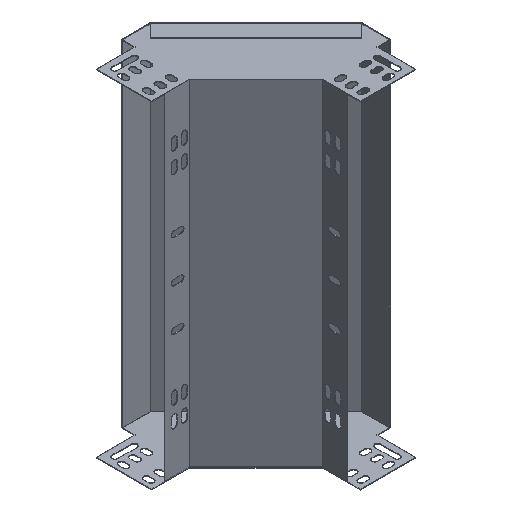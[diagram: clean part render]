
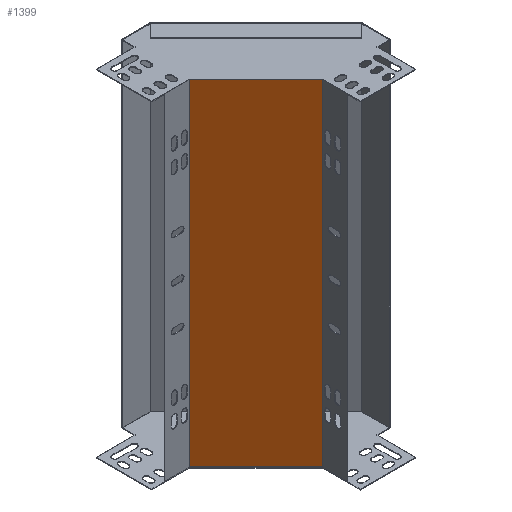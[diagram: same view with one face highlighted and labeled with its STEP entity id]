
A CAD part, isometric view. The second image highlights one B-rep face of the part: STEP entity #1399.
In plain terms, the highlighted planar face has unit normal (-0.707, -0.707, 0).
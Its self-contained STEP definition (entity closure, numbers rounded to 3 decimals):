
#34 = LINE ( 'NONE', #2924, #7337 ) ;
#59 = AXIS2_PLACEMENT_3D ( 'NONE', #8940, #721, #5799 ) ;
#414 = FACE_OUTER_BOUND ( 'NONE', #4846, .T. ) ;
#663 = CARTESIAN_POINT ( 'NONE',  ( 27.979, -79.156, 320.829 ) ) ;
#721 = DIRECTION ( 'NONE',  ( -0.707, -0.707, 0. ) ) ;
#1076 = VERTEX_POINT ( 'NONE', #2423 ) ;
#1279 = ORIENTED_EDGE ( 'NONE', *, *, #4497, .F. ) ;
#1323 = CARTESIAN_POINT ( 'NONE',  ( -11.442, -39.734, -79.171 ) ) ;
#1399 = ADVANCED_FACE ( 'NONE', ( #414 ), #8962, .T. ) ;
#1407 = CARTESIAN_POINT ( 'NONE',  ( 27.976, -79.153, 320.829 ) ) ;
#1449 = CARTESIAN_POINT ( 'NONE',  ( 27.979, -79.156, -79.171 ) ) ;
#1525 = ORIENTED_EDGE ( 'NONE', *, *, #4511, .T. ) ;
#1584 = VECTOR ( 'NONE', #7772, 1000. ) ;
#1845 = LINE ( 'NONE', #1449, #1584 ) ;
#2098 = VECTOR ( 'NONE', #5736, 1000. ) ;
#2189 = VERTEX_POINT ( 'NONE', #7154 ) ;
#2214 = DIRECTION ( 'NONE',  ( -0.707, 0.707, 0. ) ) ;
#2363 = CARTESIAN_POINT ( 'NONE',  ( -50.86, -0.316, 320.829 ) ) ;
#2423 = CARTESIAN_POINT ( 'NONE',  ( -50.86, -0.316, -79.171 ) ) ;
#2924 = CARTESIAN_POINT ( 'NONE',  ( 27.979, -79.156, -79.171 ) ) ;
#3073 = DIRECTION ( 'NONE',  ( -0.707, 0.707, 0. ) ) ;
#3164 = VERTEX_POINT ( 'NONE', #6930 ) ;
#3195 = CARTESIAN_POINT ( 'NONE',  ( 27.976, -79.153, -79.171 ) ) ;
#3248 = ORIENTED_EDGE ( 'NONE', *, *, #4507, .T. ) ;
#3727 = VECTOR ( 'NONE', #8927, 1000. ) ;
#3937 = LINE ( 'NONE', #8246, #2098 ) ;
#4254 = VERTEX_POINT ( 'NONE', #3195 ) ;
#4304 = DIRECTION ( 'NONE',  ( -0.707, 0.707, 0. ) ) ;
#4483 = EDGE_CURVE ( 'NONE', #6740, #1076, #3937, .T. ) ;
#4494 = EDGE_CURVE ( 'NONE', #4254, #5829, #34, .T. ) ;
#4497 = EDGE_CURVE ( 'NONE', #2189, #4254, #7536, .T. ) ;
#4507 = EDGE_CURVE ( 'NONE', #2189, #3164, #5846, .T. ) ;
#4509 = EDGE_CURVE ( 'NONE', #3164, #6740, #5646, .T. ) ;
#4511 = EDGE_CURVE ( 'NONE', #1076, #5829, #1845, .T. ) ;
#4846 = EDGE_LOOP ( 'NONE', ( #6698, #1279, #3248, #5138, #8571, #1525 ) ) ;
#5138 = ORIENTED_EDGE ( 'NONE', *, *, #4509, .T. ) ;
#5419 = VECTOR ( 'NONE', #3073, 1000. ) ;
#5646 = LINE ( 'NONE', #2363, #5419 ) ;
#5736 = DIRECTION ( 'NONE',  ( 0., 0., -1. ) ) ;
#5799 = DIRECTION ( 'NONE',  ( 0.707, -0.707, 0. ) ) ;
#5829 = VERTEX_POINT ( 'NONE', #1323 ) ;
#5846 = LINE ( 'NONE', #663, #8820 ) ;
#6698 = ORIENTED_EDGE ( 'NONE', *, *, #4494, .F. ) ;
#6740 = VERTEX_POINT ( 'NONE', #8101 ) ;
#6930 = CARTESIAN_POINT ( 'NONE',  ( -11.442, -39.734, 320.829 ) ) ;
#7154 = CARTESIAN_POINT ( 'NONE',  ( 27.976, -79.153, 320.829 ) ) ;
#7337 = VECTOR ( 'NONE', #2214, 1000. ) ;
#7536 = LINE ( 'NONE', #1407, #3727 ) ;
#7772 = DIRECTION ( 'NONE',  ( 0.707, -0.707, 0. ) ) ;
#8101 = CARTESIAN_POINT ( 'NONE',  ( -50.86, -0.316, 320.829 ) ) ;
#8246 = CARTESIAN_POINT ( 'NONE',  ( -50.86, -0.316, 320.829 ) ) ;
#8571 = ORIENTED_EDGE ( 'NONE', *, *, #4483, .T. ) ;
#8820 = VECTOR ( 'NONE', #4304, 1000. ) ;
#8927 = DIRECTION ( 'NONE',  ( 0., 0., -1. ) ) ;
#8940 = CARTESIAN_POINT ( 'NONE',  ( 27.979, -79.156, 320.829 ) ) ;
#8962 = PLANE ( 'NONE',  #59 ) ;
